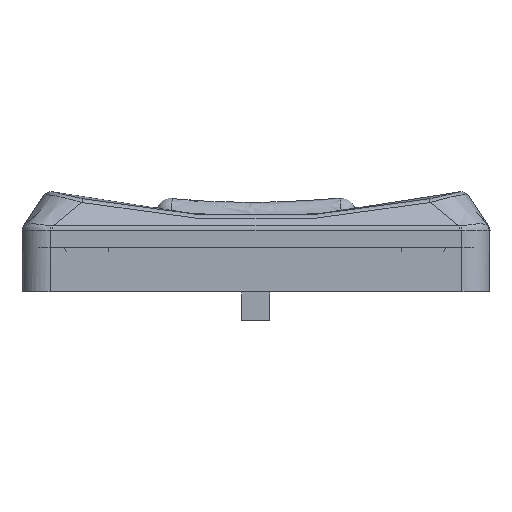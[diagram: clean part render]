
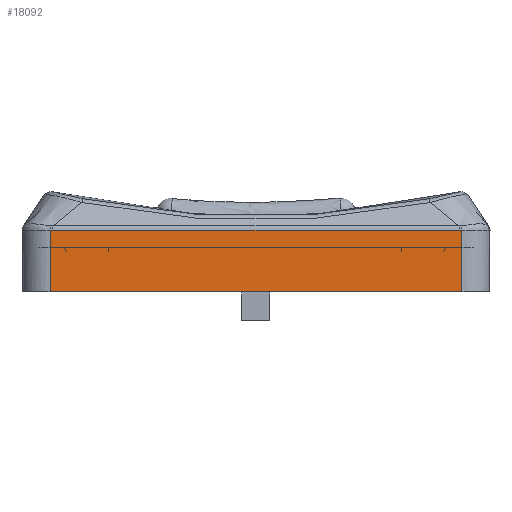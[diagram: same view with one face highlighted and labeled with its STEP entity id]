
A CAD part, front view. The second image highlights one B-rep face of the part: STEP entity #18092.
In plain terms, the highlighted planar face has unit normal (0, -1, 0).
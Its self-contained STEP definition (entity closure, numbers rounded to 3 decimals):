
#408=B_SPLINE_CURVE_WITH_KNOTS('',3,(#35970,#35971,#35972,#35973),
 .UNSPECIFIED.,.F.,.F.,(4,4),(-0.009,0.),
 .UNSPECIFIED.);
#409=B_SPLINE_CURVE_WITH_KNOTS('',3,(#35976,#35977,#35978,#35979),
 .UNSPECIFIED.,.F.,.F.,(4,4),(-0.009,0.),.UNSPECIFIED.);
#2362=FACE_OUTER_BOUND('',#3478,.T.);
#3478=EDGE_LOOP('',(#16233,#16234,#16235,#16236,#16237,#16238));
#5260=LINE('',#35902,#7028);
#5265=LINE('',#35920,#7033);
#5267=LINE('',#35968,#7035);
#5268=LINE('',#35975,#7036);
#7028=VECTOR('',#24126,10.);
#7033=VECTOR('',#24147,10.);
#7035=VECTOR('',#24151,10.);
#7036=VECTOR('',#24152,10.);
#8644=VERTEX_POINT('',#35888);
#8650=VERTEX_POINT('',#35900);
#8655=VERTEX_POINT('',#35919);
#8657=VERTEX_POINT('',#35967);
#8658=VERTEX_POINT('',#35969);
#8659=VERTEX_POINT('',#35974);
#11188=EDGE_CURVE('',#8650,#8644,#5260,.F.);
#11197=EDGE_CURVE('',#8644,#8655,#5265,.T.);
#11200=EDGE_CURVE('',#8657,#8650,#5267,.T.);
#11201=EDGE_CURVE('',#8658,#8657,#408,.T.);
#11202=EDGE_CURVE('',#8659,#8658,#5268,.T.);
#11203=EDGE_CURVE('',#8655,#8659,#409,.T.);
#16233=ORIENTED_EDGE('',*,*,#11200,.F.);
#16234=ORIENTED_EDGE('',*,*,#11201,.F.);
#16235=ORIENTED_EDGE('',*,*,#11202,.F.);
#16236=ORIENTED_EDGE('',*,*,#11203,.F.);
#16237=ORIENTED_EDGE('',*,*,#11197,.F.);
#16238=ORIENTED_EDGE('',*,*,#11188,.F.);
#17074=PLANE('',#19558);
#18092=ADVANCED_FACE('',(#2362),#17074,.T.);
#19558=AXIS2_PLACEMENT_3D('',#35966,#24149,#24150);
#24126=DIRECTION('',(1.,0.,0.));
#24147=DIRECTION('',(0.,0.,1.));
#24149=DIRECTION('center_axis',(0.,-1.,0.));
#24150=DIRECTION('ref_axis',(1.,0.,0.));
#24151=DIRECTION('',(0.,0.,-1.));
#24152=DIRECTION('',(1.,0.,0.));
#35888=CARTESIAN_POINT('',(-7.242,-93.232,-0.86));
#35900=CARTESIAN_POINT('',(7.258,-93.232,-0.86));
#35902=CARTESIAN_POINT('',(-2.592,-93.232,-0.86));
#35919=CARTESIAN_POINT('',(-7.242,-93.232,1.305));
#35920=CARTESIAN_POINT('',(-7.242,-93.232,1.402));
#35966=CARTESIAN_POINT('Origin',(0.008,-93.232,1.402));
#35967=CARTESIAN_POINT('',(7.258,-93.232,1.305));
#35968=CARTESIAN_POINT('',(7.258,-93.232,1.402));
#35969=CARTESIAN_POINT('',(7.166,-93.232,1.309));
#35970=CARTESIAN_POINT('Ctrl Pts',(7.166,-93.232,1.309));
#35971=CARTESIAN_POINT('Ctrl Pts',(7.196,-93.232,1.309));
#35972=CARTESIAN_POINT('Ctrl Pts',(7.227,-93.232,1.308));
#35973=CARTESIAN_POINT('Ctrl Pts',(7.258,-93.232,1.305));
#35974=CARTESIAN_POINT('',(-7.15,-93.232,1.309));
#35975=CARTESIAN_POINT('',(-2.37,-93.232,1.309));
#35976=CARTESIAN_POINT('Ctrl Pts',(-7.242,-93.232,
1.305));
#35977=CARTESIAN_POINT('Ctrl Pts',(-7.211,-93.232,
1.308));
#35978=CARTESIAN_POINT('Ctrl Pts',(-7.181,-93.232,
1.309));
#35979=CARTESIAN_POINT('Ctrl Pts',(-7.15,-93.232,
1.309));
